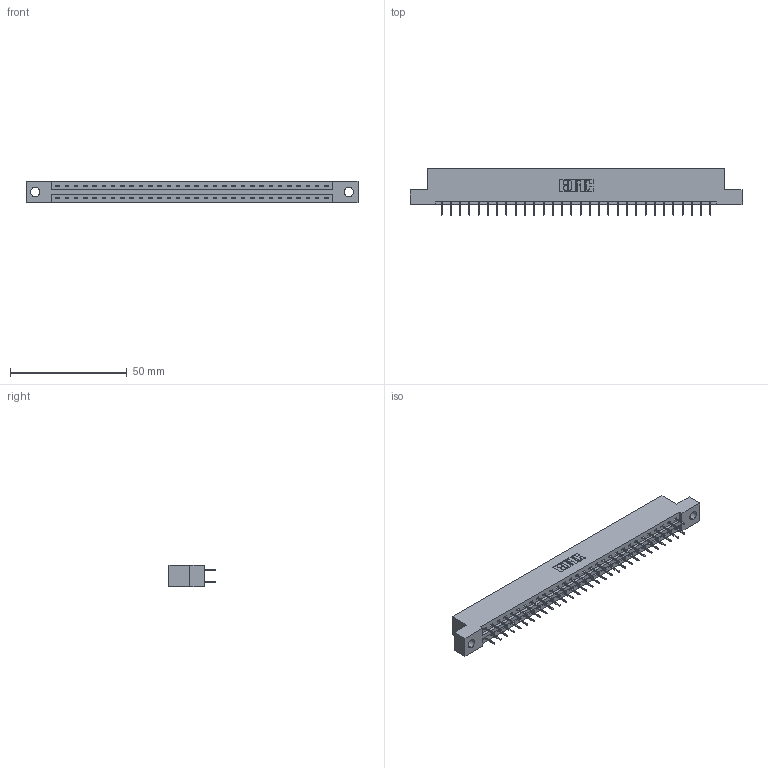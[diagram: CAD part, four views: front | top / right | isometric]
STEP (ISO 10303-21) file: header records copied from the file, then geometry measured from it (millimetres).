
FILE_DESCRIPTION (( 'STEP AP203' ), '1' );
FILE_NAME ('337-060-524-204.STEP', '2019-10-09T20:24:02', ( '' ), ( '' ), 'SwSTEP 2.0', 'SolidWorks 2016', '' );
FILE_SCHEMA (( 'CONFIG_CONTROL_DESIGN' ));
Length unit declared in the file: inch
Products named in the file (3): 337-060-524-204; 345-292-001_345-293-124; 337 Part_Flush Mounting Lugs - 0.156 Dia-TH
Assembly tree (61 placements, depth 2):
  337-060-524-204
    337 Part_Flush Mounting Lugs - 0.156 Dia-TH
    345-292-001_345-293-124  x60
Bounding box: 141.88 x 19.69 x 9.4 mm (x, y, z)
Volume: 14614.5 mm3; surface area: 15921.3 mm2
Topology: 61 solids, 61 shells, 3594 faces, 10211 edges, 6566 vertices
Faces by surface type: plane 2710, cylinder 884
Entity records: 24889 total; most frequent: CARTESIAN_POINT 4202, ORIENTED_EDGE 4138, DIRECTION 3597, EDGE_CURVE 2069, VECTOR 1945, LINE 1945, VERTEX_POINT 1374, AXIS2_PLACEMENT_3D 826
